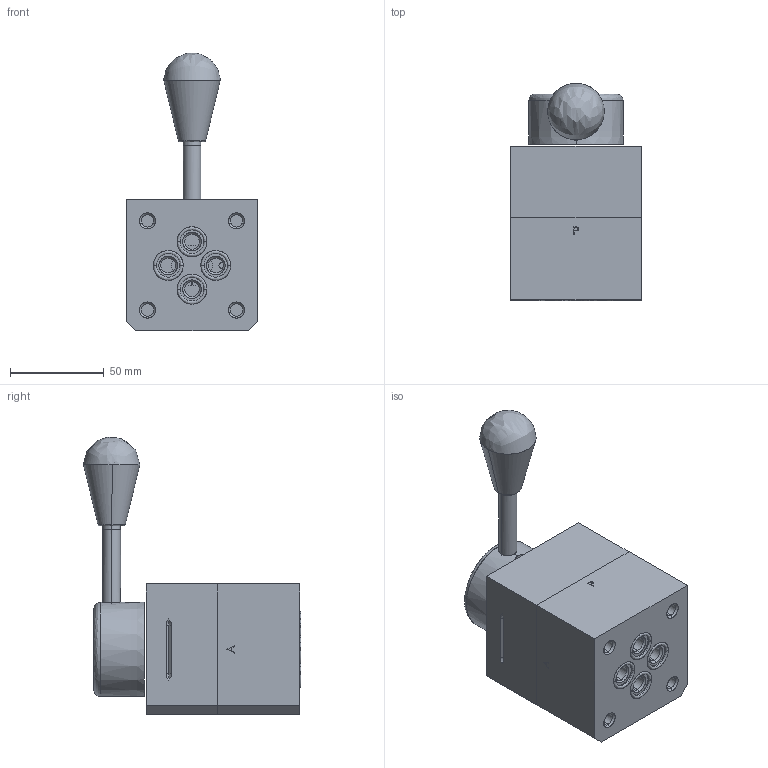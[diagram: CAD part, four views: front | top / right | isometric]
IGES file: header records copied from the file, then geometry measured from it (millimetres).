
Start section: SolidWorks IGES file using analytic representation for surfaces
Global section: file name: TSK6362-0J01.IGS; native system: SolidWorks 2011; preprocessor: SolidWorks 2011; author: pcw; date: 130219.141238; units: millimetre
Bounding box: 70 x 116.06 x 148.51 mm (x, y, z)
Surface area: 54574.8 mm2 (no closed solid volume)
Topology: 0 solids, 0 shells, 209 faces, 2491 edges, 2491 vertices
Faces by surface type: bspline 107, revolution 102
